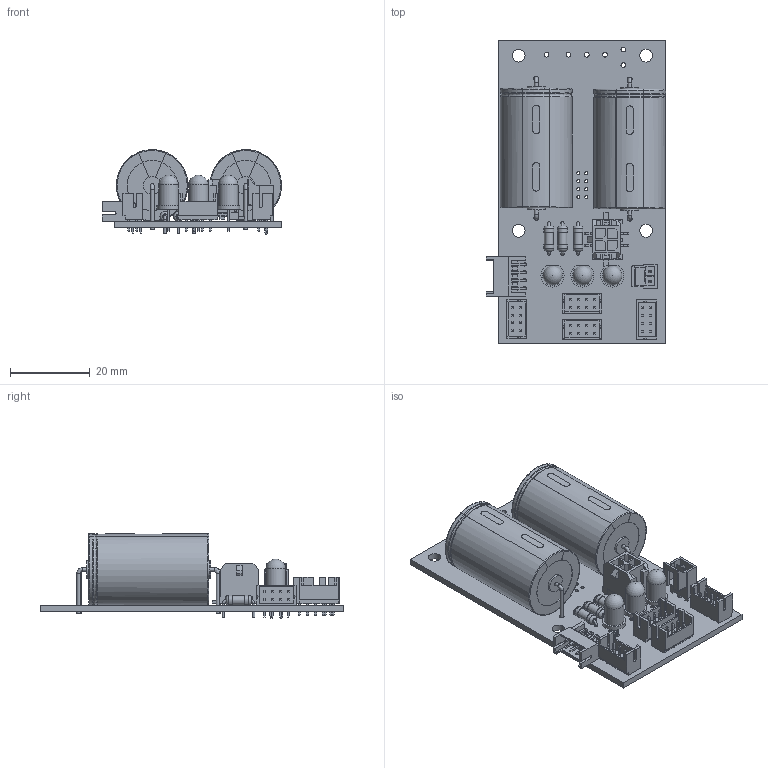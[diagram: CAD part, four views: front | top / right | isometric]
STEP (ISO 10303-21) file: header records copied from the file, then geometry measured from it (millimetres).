
FILE_DESCRIPTION(('KiCad electronic assembly'),'2;1');
FILE_NAME('power_supply_board.step','2021-06-08T10:24:12',('An Author'), ('A Company'),'Open CASCADE STEP processor 7.5', 'KiCad to STEP converter','Unknown');
FILE_SCHEMA(('AUTOMOTIVE_DESIGN { 1 0 10303 214 1 1 1 1 }'));
Length unit declared in the file: millimetre
Products named in the file (28): Open CASCADE STEP translator 7.5 1; 430450418; COMPOUND; LED_D5.0mm; SOLID; R_Axial_DIN0207_L6.3mm_D2.5mm_P7.62mm_Horizontal; DF11-8DP-2DSA; nano-fit-105309; DF11-8DP-2DS; CP_Axial_L30.0mm_D18.0mm_P35.00mm_Horizontal
Assembly tree (35 placements, depth 3):
  Open CASCADE STEP translator 7.5 1
    430450418
      COMPOUND
    LED_D5.0mm  x3
      SOLID
    R_Axial_DIN0207_L6.3mm_D2.5mm_P7.62mm_Horizontal  x3
      SOLID
    DF11-8DP-2DSA  x4
      COMPOUND
    nano-fit-105309
      SOLID
    DF11-8DP-2DS
      SOLID
      SOLID
      SOLID
      SOLID
      SOLID
      SOLID
      SOLID
      SOLID
      SOLID
      SOLID
      SOLID
      SOLID
      SOLID
    CP_Axial_L30.0mm_D18.0mm_P35.00mm_Horizontal  x2
      SOLID
    COMPOUND
Bounding box: 45.2 x 76 x 21.3 mm (x, y, z)
Volume: 22041.5 mm3; surface area: 16690.6 mm2
Topology: 28 solids, 30 shells, 1692 faces, 4231 edges, 2728 vertices
Faces by surface type: plane 1422, cylinder 212, bspline 24, torus 16, revolution 12, sphere 5, cone 1
Full cylindrical faces by diameter (mm): 0.6 x6, 0.8 x22, 0.85 x32, 0.9 x16, 1 x6, 1.199 x6, 1.2 x6, 1.3 x1, 2.25 x3, 2.5 x6, 3.2 x4, 4.5 x4, 4.9 x3
Entity records: 69678 total; most frequent: CARTESIAN_POINT 16082, DIRECTION 9434, LINE 6615, VECTOR 6615, ORIENTED_EDGE 4952, PCURVE 4952, DEFINITIONAL_REPRESENTATION 4952, EDGE_CURVE 2476
